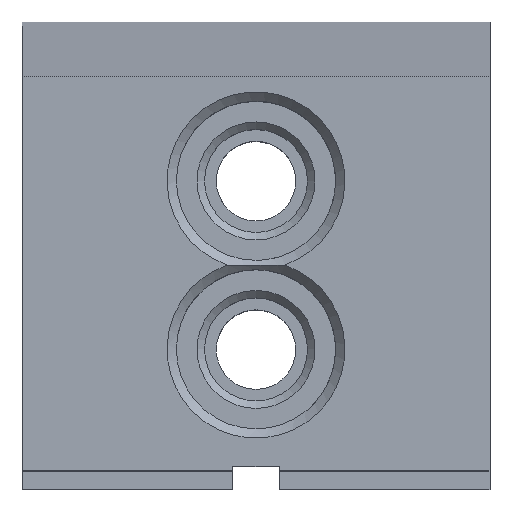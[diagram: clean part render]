
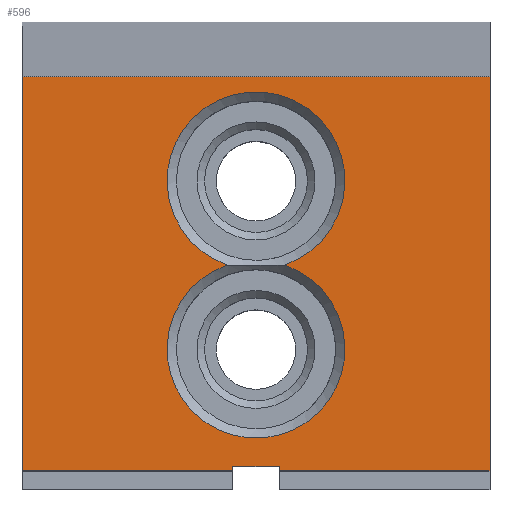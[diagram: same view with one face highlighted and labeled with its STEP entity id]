
A CAD part, top view. The second image highlights one B-rep face of the part: STEP entity #596.
In plain terms, the highlighted planar face has unit normal (0, 0, 1).
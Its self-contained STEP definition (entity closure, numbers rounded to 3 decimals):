
#596 = ADVANCED_FACE( '', ( #1307, #1308 ), #1309, .F. );
#1307 = FACE_BOUND( '', #2144, .T. );
#1308 = FACE_OUTER_BOUND( '', #2145, .T. );
#1309 = PLANE( '', #2146 );
#2144 = EDGE_LOOP( '', ( #3727, #3728 ) );
#2145 = EDGE_LOOP( '', ( #3729, #3730, #3731, #3732, #3733, #3734, #3735, #3736 ) );
#2146 = AXIS2_PLACEMENT_3D( '', #3737, #3738, #3739 );
#3727 = ORIENTED_EDGE( '', *, *, #5612, .T. );
#3728 = ORIENTED_EDGE( '', *, *, #5737, .T. );
#3729 = ORIENTED_EDGE( '', *, *, #5738, .F. );
#3730 = ORIENTED_EDGE( '', *, *, #5739, .F. );
#3731 = ORIENTED_EDGE( '', *, *, #5662, .T. );
#3732 = ORIENTED_EDGE( '', *, *, #5740, .T. );
#3733 = ORIENTED_EDGE( '', *, *, #5741, .F. );
#3734 = ORIENTED_EDGE( '', *, *, #5742, .F. );
#3735 = ORIENTED_EDGE( '', *, *, #5463, .F. );
#3736 = ORIENTED_EDGE( '', *, *, #5699, .F. );
#3737 = CARTESIAN_POINT( '', ( 25., 25., 12.5 ) );
#3738 = DIRECTION( '', ( 0., 0., -1. ) );
#3739 = DIRECTION( '', ( 0., 1., 0. ) );
#5463 = EDGE_CURVE( '', #6732, #6730, #6734, .T. );
#5612 = EDGE_CURVE( '', #6971, #6970, #6973, .T. );
#5662 = EDGE_CURVE( '', #7045, #7043, #7046, .T. );
#5699 = EDGE_CURVE( '', #7099, #6732, #7101, .T. );
#5737 = EDGE_CURVE( '', #6970, #6971, #7154, .T. );
#5738 = EDGE_CURVE( '', #7155, #7099, #7156, .T. );
#5739 = EDGE_CURVE( '', #7045, #7155, #7157, .T. );
#5740 = EDGE_CURVE( '', #7043, #7158, #7159, .T. );
#5741 = EDGE_CURVE( '', #7160, #7158, #7161, .T. );
#5742 = EDGE_CURVE( '', #6730, #7160, #7162, .T. );
#6730 = VERTEX_POINT( '', #8570 );
#6732 = VERTEX_POINT( '', #8573 );
#6734 = LINE( '', #8576, #8577 );
#6970 = VERTEX_POINT( '', #8937 );
#6971 = VERTEX_POINT( '', #8938 );
#6973 = CIRCLE( '', #8949, 9.5 );
#7043 = VERTEX_POINT( '', #9052 );
#7045 = VERTEX_POINT( '', #9055 );
#7046 = LINE( '', #9056, #9057 );
#7099 = VERTEX_POINT( '', #9132 );
#7101 = LINE( '', #9135, #9136 );
#7154 = CIRCLE( '', #9213, 9.5 );
#7155 = VERTEX_POINT( '', #9214 );
#7156 = LINE( '', #9215, #9216 );
#7157 = LINE( '', #9217, #9218 );
#7158 = VERTEX_POINT( '', #9219 );
#7159 = LINE( '', #9220, #9221 );
#7160 = VERTEX_POINT( '', #9222 );
#7161 = LINE( '', #9223, #9224 );
#7162 = LINE( '', #9225, #9226 );
#8570 = CARTESIAN_POINT( '', ( -2.5, -22.5, 12.5 ) );
#8573 = CARTESIAN_POINT( '', ( 2.5, -22.5, 12.5 ) );
#8576 = CARTESIAN_POINT( '', ( 2.5, -22.5, 12.5 ) );
#8577 = VECTOR( '', #10226, 1000. );
#8937 = CARTESIAN_POINT( '', ( -3.041, -1., 12.5 ) );
#8938 = CARTESIAN_POINT( '', ( 3.041, -1., 12.5 ) );
#8949 = AXIS2_PLACEMENT_3D( '', #10357, #10358, #10359 );
#9052 = CARTESIAN_POINT( '', ( -25., 19.1, 12.5 ) );
#9055 = CARTESIAN_POINT( '', ( 25., 19.1, 12.5 ) );
#9056 = CARTESIAN_POINT( '', ( 25., 19.1, 12.5 ) );
#9057 = VECTOR( '', #10397, 1000. );
#9132 = CARTESIAN_POINT( '', ( 2.5, -23., 12.5 ) );
#9135 = CARTESIAN_POINT( '', ( 2.5, -25., 12.5 ) );
#9136 = VECTOR( '', #10427, 1000. );
#9213 = AXIS2_PLACEMENT_3D( '', #10455, #10456, #10457 );
#9214 = CARTESIAN_POINT( '', ( 25., -23., 12.5 ) );
#9215 = CARTESIAN_POINT( '', ( 25., -23., 12.5 ) );
#9216 = VECTOR( '', #10458, 1000. );
#9217 = CARTESIAN_POINT( '', ( 25., 25., 12.5 ) );
#9218 = VECTOR( '', #10459, 1000. );
#9219 = CARTESIAN_POINT( '', ( -25., -23., 12.5 ) );
#9220 = CARTESIAN_POINT( '', ( -25., 25., 12.5 ) );
#9221 = VECTOR( '', #10460, 1000. );
#9222 = CARTESIAN_POINT( '', ( -2.5, -23., 12.5 ) );
#9223 = CARTESIAN_POINT( '', ( 25., -23., 12.5 ) );
#9224 = VECTOR( '', #10461, 1000. );
#9225 = CARTESIAN_POINT( '', ( -2.5, -22.5, 12.5 ) );
#9226 = VECTOR( '', #10462, 1000. );
#10226 = DIRECTION( '', ( -1., 0., 0. ) );
#10357 = CARTESIAN_POINT( '', ( 0., -10., 12.5 ) );
#10358 = DIRECTION( '', ( 0., 0., -1. ) );
#10359 = DIRECTION( '', ( 0., 1., 0. ) );
#10397 = DIRECTION( '', ( -1., 0., 0. ) );
#10427 = DIRECTION( '', ( 0., 1., 0. ) );
#10455 = CARTESIAN_POINT( '', ( 0., 8., 12.5 ) );
#10456 = DIRECTION( '', ( 0., 0., -1. ) );
#10457 = DIRECTION( '', ( 0., 1., 0. ) );
#10458 = DIRECTION( '', ( -1., 0., 0. ) );
#10459 = DIRECTION( '', ( 0., -1., 0. ) );
#10460 = DIRECTION( '', ( 0., -1., 0. ) );
#10461 = DIRECTION( '', ( -1., 0., 0. ) );
#10462 = DIRECTION( '', ( 0., -1., 0. ) );
